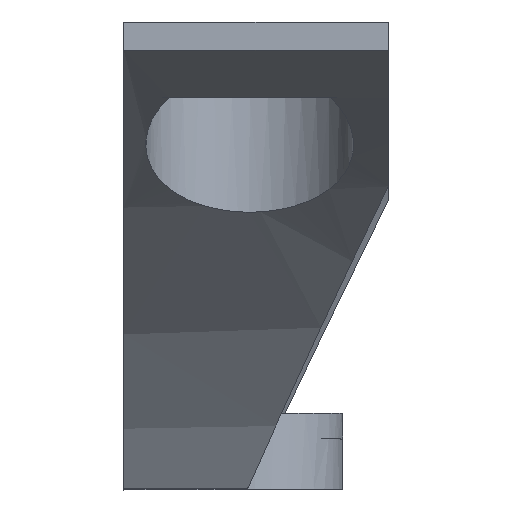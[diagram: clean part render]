
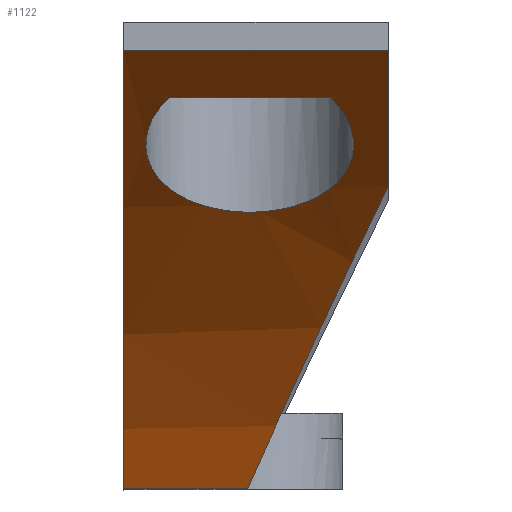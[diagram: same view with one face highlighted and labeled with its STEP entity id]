
A CAD part, top view. The second image highlights one B-rep face of the part: STEP entity #1122.
In plain terms, the highlighted cylindrical face has radius 82.5 mm (diameter 165 mm), a partial arc.
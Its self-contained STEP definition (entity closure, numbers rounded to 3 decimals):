
#93=B_SPLINE_CURVE_WITH_KNOTS('',3,(#2348,#2349,#2350,#2351,#2352),
 .UNSPECIFIED.,.F.,.F.,(4,1,4),(-0.188,-0.081,
0.),.UNSPECIFIED.);
#94=B_SPLINE_CURVE_WITH_KNOTS('',3,(#2365,#2366,#2367,#2368,#2369,#2370,
#2371,#2372,#2373,#2374,#2375,#2376,#2377,#2378,#2379,#2380,#2381,#2382,
#2383,#2384,#2385,#2386,#2387,#2388,#2389,#2390,#2391),.UNSPECIFIED.,.F.,
 .F.,(4,2,2,2,2,2,3,2,2,2,2,2,4),(-1.004,-0.878,
-0.683,-0.495,-0.307,-0.154,
0.,0.154,0.307,0.495,0.683,
0.878,1.004),.UNSPECIFIED.);
#115=CYLINDRICAL_SURFACE('',#1209,82.5);
#122=FACE_BOUND('',#241,.T.);
#175=FACE_OUTER_BOUND('',#240,.T.);
#240=EDGE_LOOP('',(#984,#985,#986,#987,#988));
#241=EDGE_LOOP('',(#989,#990));
#263=LINE('',#1532,#339);
#289=LINE('',#2092,#365);
#319=LINE('',#2363,#395);
#339=VECTOR('',#1269,10.);
#365=VECTOR('',#1347,10.);
#395=VECTOR('',#1417,10.);
#433=CIRCLE('',#1210,82.5);
#434=CIRCLE('',#1211,82.5);
#452=VERTEX_POINT('',#1530);
#453=VERTEX_POINT('',#1531);
#509=VERTEX_POINT('',#2086);
#510=VERTEX_POINT('',#2091);
#533=VERTEX_POINT('',#2346);
#534=VERTEX_POINT('',#2360);
#535=VERTEX_POINT('',#2362);
#561=EDGE_CURVE('',#452,#453,#263,.T.);
#644=EDGE_CURVE('',#510,#509,#289,.T.);
#691=EDGE_CURVE('',#509,#533,#93,.T.);
#695=EDGE_CURVE('',#534,#533,#433,.T.);
#696=EDGE_CURVE('',#535,#534,#319,.T.);
#697=EDGE_CURVE('',#510,#535,#434,.T.);
#698=EDGE_CURVE('',#453,#452,#94,.T.);
#984=ORIENTED_EDGE('',*,*,#695,.F.);
#985=ORIENTED_EDGE('',*,*,#696,.F.);
#986=ORIENTED_EDGE('',*,*,#697,.F.);
#987=ORIENTED_EDGE('',*,*,#644,.T.);
#988=ORIENTED_EDGE('',*,*,#691,.T.);
#989=ORIENTED_EDGE('',*,*,#698,.T.);
#990=ORIENTED_EDGE('',*,*,#561,.T.);
#1122=ADVANCED_FACE('',(#175,#122),#115,.T.);
#1209=AXIS2_PLACEMENT_3D('',#2359,#1413,#1414);
#1210=AXIS2_PLACEMENT_3D('',#2361,#1415,#1416);
#1211=AXIS2_PLACEMENT_3D('',#2364,#1418,#1419);
#1269=DIRECTION('',(1.,0.,0.));
#1347=DIRECTION('',(1.,0.,0.));
#1413=DIRECTION('center_axis',(-1.,0.,0.));
#1414=DIRECTION('ref_axis',(0.,0.,-1.));
#1415=DIRECTION('center_axis',(1.,0.,0.));
#1416=DIRECTION('ref_axis',(0.,0.,-1.));
#1417=DIRECTION('',(1.,0.,0.));
#1418=DIRECTION('center_axis',(-1.,0.,0.));
#1419=DIRECTION('ref_axis',(0.,0.,-1.));
#1530=CARTESIAN_POINT('',(153.401,-66.027,49.465));
#1531=CARTESIAN_POINT('',(159.811,-66.027,49.465));
#1532=CARTESIAN_POINT('',(162.106,-66.027,49.465));
#2086=CARTESIAN_POINT('',(156.532,-81.5,12.806));
#2091=CARTESIAN_POINT('',(151.606,-81.5,12.806));
#2092=CARTESIAN_POINT('',(162.106,-81.5,12.806));
#2346=CARTESIAN_POINT('',(162.106,-69.542,44.387));
#2348=CARTESIAN_POINT('Ctrl Pts',(156.532,-81.5,12.806));
#2349=CARTESIAN_POINT('Ctrl Pts',(156.979,-80.483,19.277));
#2350=CARTESIAN_POINT('Ctrl Pts',(158.382,-77.346,30.356));
#2351=CARTESIAN_POINT('Ctrl Pts',(160.852,-72.112,40.36));
#2352=CARTESIAN_POINT('Ctrl Pts',(162.106,-69.542,44.387));
#2359=CARTESIAN_POINT('Origin',(162.106,0.,
0.));
#2360=CARTESIAN_POINT('',(162.106,-64.156,51.868));
#2361=CARTESIAN_POINT('Origin',(162.106,0.,
0.));
#2362=CARTESIAN_POINT('',(151.606,-64.156,51.868));
#2363=CARTESIAN_POINT('',(162.106,-64.156,51.868));
#2364=CARTESIAN_POINT('Origin',(151.606,0.,
0.));
#2365=CARTESIAN_POINT('Ctrl Pts',(159.811,-66.027,49.465));
#2366=CARTESIAN_POINT('Ctrl Pts',(160.049,-66.247,49.171));
#2367=CARTESIAN_POINT('Ctrl Pts',(160.246,-66.489,48.843));
#2368=CARTESIAN_POINT('Ctrl Pts',(160.622,-67.123,47.97));
#2369=CARTESIAN_POINT('Ctrl Pts',(160.731,-67.526,47.401));
#2370=CARTESIAN_POINT('Ctrl Pts',(160.731,-68.25,46.352));
#2371=CARTESIAN_POINT('Ctrl Pts',(160.629,-68.628,45.792));
#2372=CARTESIAN_POINT('Ctrl Pts',(160.185,-69.319,44.738));
#2373=CARTESIAN_POINT('Ctrl Pts',(159.842,-69.633,44.246));
#2374=CARTESIAN_POINT('Ctrl Pts',(159.077,-70.081,43.532));
#2375=CARTESIAN_POINT('Ctrl Pts',(158.637,-70.261,43.239));
#2376=CARTESIAN_POINT('Ctrl Pts',(157.658,-70.503,42.845));
#2377=CARTESIAN_POINT('Ctrl Pts',(157.118,-70.564,42.743));
#2378=CARTESIAN_POINT('Ctrl Pts',(156.606,-70.564,42.743));
#2379=CARTESIAN_POINT('Ctrl Pts',(156.093,-70.564,42.743));
#2380=CARTESIAN_POINT('Ctrl Pts',(155.553,-70.503,42.845));
#2381=CARTESIAN_POINT('Ctrl Pts',(154.574,-70.261,43.239));
#2382=CARTESIAN_POINT('Ctrl Pts',(154.134,-70.081,43.532));
#2383=CARTESIAN_POINT('Ctrl Pts',(153.369,-69.633,44.246));
#2384=CARTESIAN_POINT('Ctrl Pts',(153.027,-69.319,44.738));
#2385=CARTESIAN_POINT('Ctrl Pts',(152.583,-68.628,45.792));
#2386=CARTESIAN_POINT('Ctrl Pts',(152.481,-68.25,46.352));
#2387=CARTESIAN_POINT('Ctrl Pts',(152.481,-67.526,47.401));
#2388=CARTESIAN_POINT('Ctrl Pts',(152.589,-67.123,47.97));
#2389=CARTESIAN_POINT('Ctrl Pts',(152.965,-66.489,48.843));
#2390=CARTESIAN_POINT('Ctrl Pts',(153.163,-66.247,49.171));
#2391=CARTESIAN_POINT('Ctrl Pts',(153.401,-66.027,49.465));
